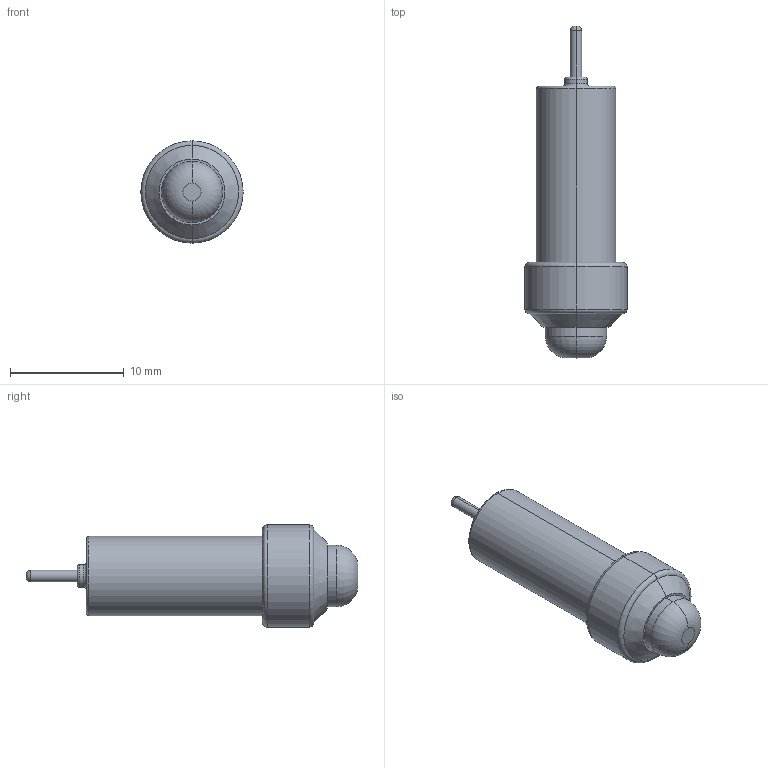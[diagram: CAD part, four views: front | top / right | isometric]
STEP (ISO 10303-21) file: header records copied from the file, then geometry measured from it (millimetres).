
FILE_DESCRIPTION (( 'STEP AP214' ), '1' );
FILE_NAME ('720空心杯电机.STEP', '2018-08-24T08:01:03', ( 'Microsoft的温柔' ), ( 'Microsoft地方' ), 'SwSTEP 2.0', 'SolidWorks 2013', '' );
FILE_SCHEMA (( 'AUTOMOTIVE_DESIGN' ));
Length unit declared in the file: millimetre
Products named in the file (1): 720諾陑戚萇儂
Bounding box: 9 x 29.2 x 9 mm (x, y, z)
Volume: 984.1 mm3; surface area: 642.4 mm2
Topology: 1 solids, 1 shells, 32 faces, 62 edges, 36 vertices
Faces by surface type: torus 14, cylinder 10, plane 6, cone 2
Entity records: 1214 total; most frequent: DIRECTION 178, CARTESIAN_POINT 131, ORIENTED_EDGE 124, AXIS2_PLACEMENT_3D 83, EDGE_CURVE 62, CIRCLE 50, EDGE_LOOP 36, VERTEX_POINT 36
